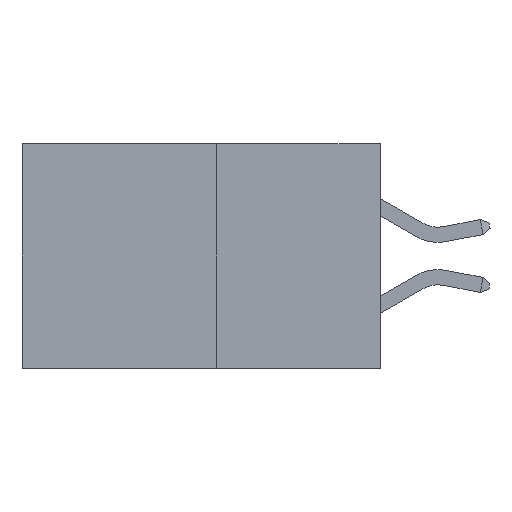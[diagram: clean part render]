
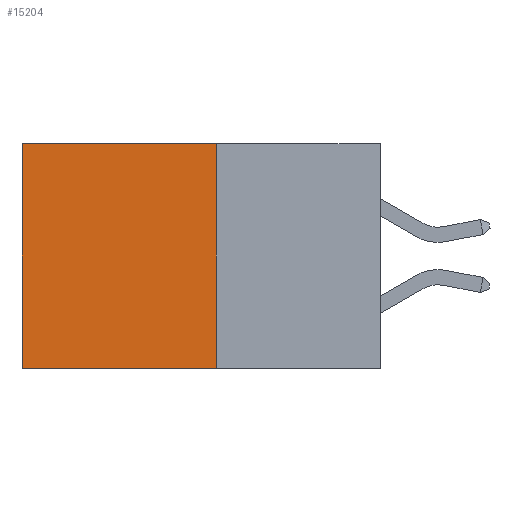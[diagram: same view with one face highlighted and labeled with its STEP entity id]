
A CAD part, left-side view. The second image highlights one B-rep face of the part: STEP entity #15204.
In plain terms, the highlighted planar face has unit normal (-1, 0, 0).
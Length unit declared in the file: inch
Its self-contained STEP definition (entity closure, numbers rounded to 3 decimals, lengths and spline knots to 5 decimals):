
#280 = ORIENTED_EDGE ( 'NONE', *, *, #6167, .F. ) ;
#812 = CARTESIAN_POINT ( 'NONE',  ( 0.277, 0.27, 0. ) ) ;
#817 = VECTOR ( 'NONE', #9840, 39.37008 ) ;
#2273 = LINE ( 'NONE', #15934, #9176 ) ;
#3033 = VECTOR ( 'NONE', #5942, 39.37008 ) ;
#3198 = ORIENTED_EDGE ( 'NONE', *, *, #6932, .F. ) ;
#3508 = VERTEX_POINT ( 'NONE', #8945 ) ;
#4508 = CARTESIAN_POINT ( 'NONE',  ( 0.277, 0.59, -0.37 ) ) ;
#4682 = DIRECTION ( 'NONE',  ( 0., 1., 0. ) ) ;
#4781 = CARTESIAN_POINT ( 'NONE',  ( 0.277, 0.27, -0.37 ) ) ;
#4787 = EDGE_CURVE ( 'NONE', #9497, #3508, #17610, .T. ) ;
#5839 = PLANE ( 'NONE',  #15406 ) ;
#5942 = DIRECTION ( 'NONE',  ( 0., 0., -1. ) ) ;
#6167 = EDGE_CURVE ( 'NONE', #17399, #17125, #8236, .T. ) ;
#6660 = FACE_OUTER_BOUND ( 'NONE', #15519, .T. ) ;
#6932 = EDGE_CURVE ( 'NONE', #17125, #3508, #9923, .T. ) ;
#7188 = CARTESIAN_POINT ( 'NONE',  ( 0.277, 0.27, -0.37 ) ) ;
#8236 = LINE ( 'NONE', #9958, #817 ) ;
#8557 = DIRECTION ( 'NONE',  ( 0., 0., -1. ) ) ;
#8945 = CARTESIAN_POINT ( 'NONE',  ( 0.277, 0.59, -0.37 ) ) ;
#9176 = VECTOR ( 'NONE', #17273, 39.37008 ) ;
#9497 = VERTEX_POINT ( 'NONE', #11686 ) ;
#9840 = DIRECTION ( 'NONE',  ( 0., 0., -1. ) ) ;
#9923 = LINE ( 'NONE', #4781, #17606 ) ;
#9958 = CARTESIAN_POINT ( 'NONE',  ( 0.277, 0.27, -0.37 ) ) ;
#11409 = ORIENTED_EDGE ( 'NONE', *, *, #15465, .T. ) ;
#11686 = CARTESIAN_POINT ( 'NONE',  ( 0.277, 0.59, 0. ) ) ;
#12896 = ORIENTED_EDGE ( 'NONE', *, *, #4787, .T. ) ;
#15204 = ADVANCED_FACE ( 'NONE', ( #6660 ), #5839, .F. ) ;
#15406 = AXIS2_PLACEMENT_3D ( 'NONE', #7188, #16775, #8557 ) ;
#15465 = EDGE_CURVE ( 'NONE', #17399, #9497, #2273, .T. ) ;
#15466 = CARTESIAN_POINT ( 'NONE',  ( 0.277, 0.27, -0.37 ) ) ;
#15519 = EDGE_LOOP ( 'NONE', ( #12896, #3198, #280, #11409 ) ) ;
#15934 = CARTESIAN_POINT ( 'NONE',  ( 0.277, 0.27, 0. ) ) ;
#16775 = DIRECTION ( 'NONE',  ( 1., 0., 0. ) ) ;
#17125 = VERTEX_POINT ( 'NONE', #15466 ) ;
#17273 = DIRECTION ( 'NONE',  ( 0., 1., 0. ) ) ;
#17399 = VERTEX_POINT ( 'NONE', #812 ) ;
#17606 = VECTOR ( 'NONE', #4682, 39.37008 ) ;
#17610 = LINE ( 'NONE', #4508, #3033 ) ;
